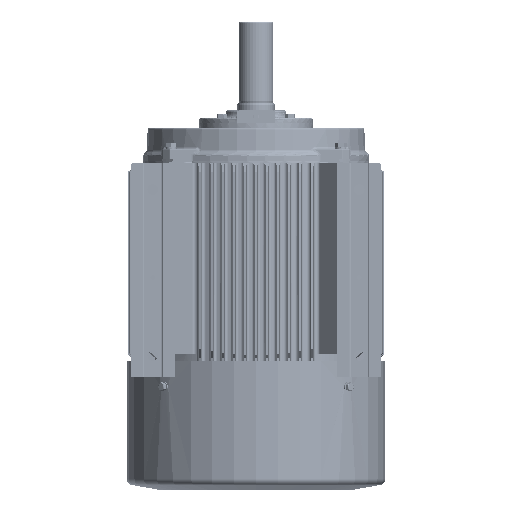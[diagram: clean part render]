
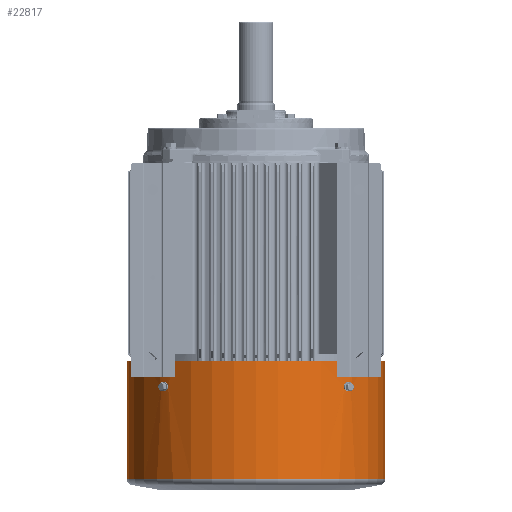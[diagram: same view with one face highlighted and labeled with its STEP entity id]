
A CAD part, front view. The second image highlights one B-rep face of the part: STEP entity #22817.
In plain terms, the highlighted cylindrical face has radius 223 mm (diameter 446 mm), a partial arc.
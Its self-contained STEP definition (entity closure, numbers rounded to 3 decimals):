
#4463=B_SPLINE_CURVE_WITH_KNOTS('',3,(#291967,#291968,#291969,#291970,#291971,
#291972),.UNSPECIFIED.,.F.,.F.,(4,2,4),(0.,0.5,1.),.UNSPECIFIED.);
#4464=B_SPLINE_CURVE_WITH_KNOTS('',3,(#291976,#291977,#291978,#291979,#291980,
#291981),.UNSPECIFIED.,.F.,.F.,(4,2,4),(0.,0.5,1.),.UNSPECIFIED.);
#4466=B_SPLINE_CURVE_WITH_KNOTS('',3,(#291995,#291996,#291997,#291998,#291999,
#292000),.UNSPECIFIED.,.F.,.F.,(4,2,4),(0.,0.5,1.),.UNSPECIFIED.);
#4480=B_SPLINE_CURVE_WITH_KNOTS('',3,(#292217,#292218,#292219,#292220,#292221,
#292222,#292223,#292224,#292225,#292226),.UNSPECIFIED.,.F.,.F.,(4,2,2,2,
4),(0.,0.25,0.5,0.75,1.),.UNSPECIFIED.);
#4481=B_SPLINE_CURVE_WITH_KNOTS('',3,(#292231,#292232,#292233,#292234,#292235,
#292236),.UNSPECIFIED.,.F.,.F.,(4,2,4),(0.,0.5,1.),.UNSPECIFIED.);
#4482=B_SPLINE_CURVE_WITH_KNOTS('',3,(#292239,#292240,#292241,#292242,#292243,
#292244),.UNSPECIFIED.,.F.,.F.,(4,2,4),(0.,0.5,1.),.UNSPECIFIED.);
#4483=B_SPLINE_CURVE_WITH_KNOTS('',3,(#292248,#292249,#292250,#292251,#292252,
#292253),.UNSPECIFIED.,.F.,.F.,(4,2,4),(0.,0.5,1.),.UNSPECIFIED.);
#13970=FACE_BOUND('',#43646,.T.);
#13971=FACE_BOUND('',#43647,.T.);
#13972=FACE_BOUND('',#43648,.T.);
#22817=ADVANCED_FACE('',(#13970,#13971,#13972),#28509,.T.);
#28509=CYLINDRICAL_SURFACE('',#175239,223.);
#43646=EDGE_LOOP('',(#94833,#94834,#94835,#94836));
#43647=EDGE_LOOP('',(#94837,#94838,#94839,#94840,#94841));
#43648=EDGE_LOOP('',(#94842,#94843,#94844,#94845,#94846,#94847));
#52901=LINE('',#292121,#65377);
#52902=LINE('',#292125,#65378);
#65377=VECTOR('',#202603,1.);
#65378=VECTOR('',#202606,1.);
#94833=ORIENTED_EDGE('',*,*,#146633,.F.);
#94834=ORIENTED_EDGE('',*,*,#146657,.T.);
#94835=ORIENTED_EDGE('',*,*,#146635,.T.);
#94836=ORIENTED_EDGE('',*,*,#146658,.F.);
#94837=ORIENTED_EDGE('',*,*,#146659,.F.);
#94838=ORIENTED_EDGE('',*,*,#146660,.F.);
#94839=ORIENTED_EDGE('',*,*,#146661,.F.);
#94840=ORIENTED_EDGE('',*,*,#146589,.F.);
#94841=ORIENTED_EDGE('',*,*,#146662,.F.);
#94842=ORIENTED_EDGE('',*,*,#146663,.F.);
#94843=ORIENTED_EDGE('',*,*,#146583,.F.);
#94844=ORIENTED_EDGE('',*,*,#146664,.F.);
#94845=ORIENTED_EDGE('',*,*,#146665,.F.);
#94846=ORIENTED_EDGE('',*,*,#146666,.F.);
#94847=ORIENTED_EDGE('',*,*,#146585,.F.);
#127522=VERTEX_POINT('',#291966);
#127523=VERTEX_POINT('',#291973);
#127524=VERTEX_POINT('',#291982);
#127525=VERTEX_POINT('',#291983);
#127528=VERTEX_POINT('',#292001);
#127529=VERTEX_POINT('',#292002);
#127538=VERTEX_POINT('',#292027);
#127539=VERTEX_POINT('',#292029);
#127562=VERTEX_POINT('',#292122);
#127563=VERTEX_POINT('',#292124);
#127577=VERTEX_POINT('',#292227);
#127578=VERTEX_POINT('',#292228);
#127579=VERTEX_POINT('',#292230);
#127580=VERTEX_POINT('',#292245);
#127581=VERTEX_POINT('',#292247);
#146583=EDGE_CURVE('',#127522,#127523,#4463,.T.);
#146585=EDGE_CURVE('',#127524,#127525,#4464,.T.);
#146589=EDGE_CURVE('',#127528,#127529,#4466,.T.);
#146633=EDGE_CURVE('',#127538,#127562,#52901,.T.);
#146635=EDGE_CURVE('',#127539,#127563,#52902,.T.);
#146657=EDGE_CURVE('',#127538,#127539,#163451,.T.);
#146658=EDGE_CURVE('',#127562,#127563,#163452,.T.);
#146659=EDGE_CURVE('',#127577,#127578,#4480,.T.);
#146660=EDGE_CURVE('',#127579,#127577,#163453,.T.);
#146661=EDGE_CURVE('',#127529,#127579,#4481,.T.);
#146662=EDGE_CURVE('',#127578,#127528,#163454,.T.);
#146663=EDGE_CURVE('',#127523,#127524,#163455,.T.);
#146664=EDGE_CURVE('',#127580,#127522,#4482,.T.);
#146665=EDGE_CURVE('',#127581,#127580,#163456,.T.);
#146666=EDGE_CURVE('',#127525,#127581,#4483,.T.);
#163451=CIRCLE('',#175233,223.);
#163452=CIRCLE('',#175234,223.);
#163453=CIRCLE('',#175235,223.);
#163454=CIRCLE('',#175236,223.);
#163455=CIRCLE('',#175237,223.);
#163456=CIRCLE('',#175238,223.);
#175233=AXIS2_PLACEMENT_3D('',#292215,#202637,#202638);
#175234=AXIS2_PLACEMENT_3D('',#292216,#202639,#202640);
#175235=AXIS2_PLACEMENT_3D('',#292229,#202641,#202642);
#175236=AXIS2_PLACEMENT_3D('',#292237,#202643,#202644);
#175237=AXIS2_PLACEMENT_3D('',#292238,#202645,#202646);
#175238=AXIS2_PLACEMENT_3D('',#292246,#202647,#202648);
#175239=AXIS2_PLACEMENT_3D('',#292254,#202649,#202650);
#202603=DIRECTION('',(0.,0.,1.));
#202606=DIRECTION('',(0.,0.,1.));
#202637=DIRECTION('',(0.,0.,1.));
#202638=DIRECTION('',(1.,0.,0.));
#202639=DIRECTION('',(0.,0.,1.));
#202640=DIRECTION('',(-1.,0.,0.));
#202641=DIRECTION('',(0.,0.,1.));
#202642=DIRECTION('',(0.,-1.,0.));
#202643=DIRECTION('',(0.,0.,-1.));
#202644=DIRECTION('',(0.,1.,0.));
#202645=DIRECTION('',(0.,0.,-1.));
#202646=DIRECTION('',(0.,1.,0.));
#202647=DIRECTION('',(0.,0.,1.));
#202648=DIRECTION('',(0.,-1.,0.));
#202649=DIRECTION('',(0.,0.,1.));
#202650=DIRECTION('',(-1.,0.,0.));
#291966=CARTESIAN_POINT('',(103.841,111.57,81.307));
#291967=CARTESIAN_POINT('',(103.841,111.57,81.307));
#291968=CARTESIAN_POINT('',(103.841,111.57,82.628));
#291969=CARTESIAN_POINT('',(103.442,111.937,83.92));
#291970=CARTESIAN_POINT('',(102.094,113.196,85.764));
#291971=CARTESIAN_POINT('',(101.153,114.086,86.307));
#291972=CARTESIAN_POINT('',(100.203,115.003,86.307));
#291973=CARTESIAN_POINT('',(100.203,115.003,86.307));
#291976=CARTESIAN_POINT('',(94.546,120.659,86.307));
#291977=CARTESIAN_POINT('',(93.629,121.61,86.307));
#291978=CARTESIAN_POINT('',(92.742,122.549,85.766));
#291979=CARTESIAN_POINT('',(91.481,123.897,83.923));
#291980=CARTESIAN_POINT('',(91.113,124.298,82.628));
#291981=CARTESIAN_POINT('',(91.113,124.298,81.307));
#291982=CARTESIAN_POINT('',(94.546,120.659,86.307));
#291983=CARTESIAN_POINT('',(91.113,124.298,81.307));
#291995=CARTESIAN_POINT('',(409.865,115.003,86.307));
#291996=CARTESIAN_POINT('',(408.914,114.086,86.307));
#291997=CARTESIAN_POINT('',(407.975,113.198,85.766));
#291998=CARTESIAN_POINT('',(406.627,111.938,83.923));
#291999=CARTESIAN_POINT('',(406.226,111.57,82.628));
#292000=CARTESIAN_POINT('',(406.226,111.57,81.307));
#292001=CARTESIAN_POINT('',(409.865,115.003,86.307));
#292002=CARTESIAN_POINT('',(406.226,111.57,81.307));
#292027=CARTESIAN_POINT('',(32.034,275.49,-78.136));
#292029=CARTESIAN_POINT('',(478.034,275.49,-78.136));
#292121=CARTESIAN_POINT('',(32.034,275.49,-264.305));
#292122=CARTESIAN_POINT('',(32.034,275.49,126.307));
#292124=CARTESIAN_POINT('',(478.034,275.49,126.307));
#292125=CARTESIAN_POINT('',(478.034,275.49,-264.305));
#292215=CARTESIAN_POINT('',(255.034,275.49,-78.136));
#292216=CARTESIAN_POINT('',(255.034,275.49,126.307));
#292217=CARTESIAN_POINT('',(415.521,120.659,76.307));
#292218=CARTESIAN_POINT('',(416.439,121.61,76.307));
#292219=CARTESIAN_POINT('',(417.326,122.55,76.849));
#292220=CARTESIAN_POINT('',(418.587,123.898,78.694));
#292221=CARTESIAN_POINT('',(418.953,124.297,80.));
#292222=CARTESIAN_POINT('',(418.954,124.299,82.608));
#292223=CARTESIAN_POINT('',(418.596,123.908,83.907));
#292224=CARTESIAN_POINT('',(417.321,122.544,85.774));
#292225=CARTESIAN_POINT('',(416.439,121.61,86.307));
#292226=CARTESIAN_POINT('',(415.521,120.659,86.307));
#292227=CARTESIAN_POINT('',(415.521,120.659,76.307));
#292228=CARTESIAN_POINT('',(415.521,120.659,86.307));
#292229=CARTESIAN_POINT('',(255.034,275.49,76.307));
#292230=CARTESIAN_POINT('',(409.865,115.003,76.307));
#292231=CARTESIAN_POINT('',(406.226,111.57,81.307));
#292232=CARTESIAN_POINT('',(406.226,111.57,79.987));
#292233=CARTESIAN_POINT('',(406.625,111.937,78.695));
#292234=CARTESIAN_POINT('',(407.973,113.196,76.851));
#292235=CARTESIAN_POINT('',(408.914,114.086,76.307));
#292236=CARTESIAN_POINT('',(409.865,115.003,76.307));
#292237=CARTESIAN_POINT('',(255.034,275.49,86.307));
#292238=CARTESIAN_POINT('',(255.034,275.49,86.307));
#292239=CARTESIAN_POINT('',(100.203,115.003,76.307));
#292240=CARTESIAN_POINT('',(101.153,114.086,76.307));
#292241=CARTESIAN_POINT('',(102.092,113.198,76.849));
#292242=CARTESIAN_POINT('',(103.44,111.938,78.692));
#292243=CARTESIAN_POINT('',(103.841,111.57,79.987));
#292244=CARTESIAN_POINT('',(103.841,111.57,81.307));
#292245=CARTESIAN_POINT('',(100.203,115.003,76.307));
#292246=CARTESIAN_POINT('',(255.034,275.49,76.307));
#292247=CARTESIAN_POINT('',(94.546,120.659,76.307));
#292248=CARTESIAN_POINT('',(91.113,124.298,81.307));
#292249=CARTESIAN_POINT('',(91.113,124.298,79.987));
#292250=CARTESIAN_POINT('',(91.48,123.899,78.695));
#292251=CARTESIAN_POINT('',(92.739,122.551,76.851));
#292252=CARTESIAN_POINT('',(93.629,121.61,76.307));
#292253=CARTESIAN_POINT('',(94.546,120.659,76.307));
#292254=CARTESIAN_POINT('',(255.034,275.49,-264.305));
